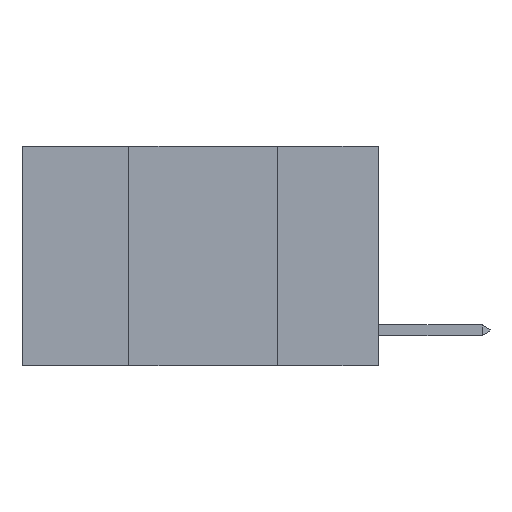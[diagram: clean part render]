
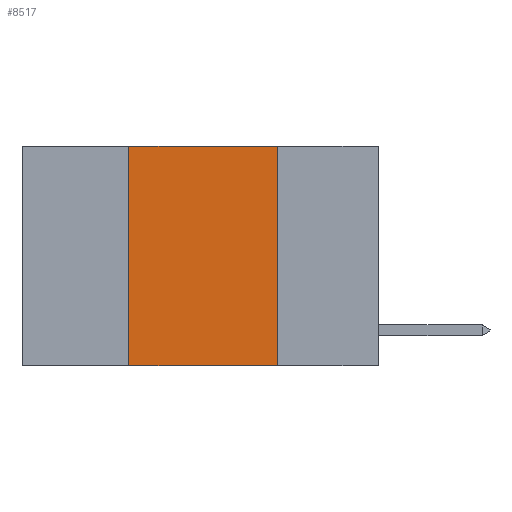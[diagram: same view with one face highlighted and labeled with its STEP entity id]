
A CAD part, left-side view. The second image highlights one B-rep face of the part: STEP entity #8517.
In plain terms, the highlighted planar face has unit normal (-1, 0, 0).
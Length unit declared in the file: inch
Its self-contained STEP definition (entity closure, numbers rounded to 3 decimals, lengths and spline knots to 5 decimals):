
#162 = LINE ( 'NONE', #7739, #706 ) ;
#643 = CARTESIAN_POINT ( 'NONE',  ( 0., 0.17, 0. ) ) ;
#706 = VECTOR ( 'NONE', #19594, 39.37008 ) ;
#1379 = EDGE_CURVE ( 'NONE', #2113, #15960, #8317, .T. ) ;
#2113 = VERTEX_POINT ( 'NONE', #16775 ) ;
#3879 = DIRECTION ( 'NONE',  ( 0., 0., 1. ) ) ;
#3975 = EDGE_LOOP ( 'NONE', ( #21508, #12928, #7111, #6800 ) ) ;
#4445 = CARTESIAN_POINT ( 'NONE',  ( 0., 0.42, 0. ) ) ;
#5713 = DIRECTION ( 'NONE',  ( 0., -1., 0. ) ) ;
#6225 = PLANE ( 'NONE',  #15199 ) ;
#6800 = ORIENTED_EDGE ( 'NONE', *, *, #12388, .T. ) ;
#7101 = VECTOR ( 'NONE', #15864, 39.37008 ) ;
#7111 = ORIENTED_EDGE ( 'NONE', *, *, #1379, .F. ) ;
#7739 = CARTESIAN_POINT ( 'NONE',  ( 0., 0.6, 0. ) ) ;
#7852 = CARTESIAN_POINT ( 'NONE',  ( 0., 0.6, 0. ) ) ;
#7920 = DIRECTION ( 'NONE',  ( 0., 0., -1. ) ) ;
#8317 = LINE ( 'NONE', #4445, #16783 ) ;
#8517 = ADVANCED_FACE ( 'NONE', ( #9335 ), #6225, .F. ) ;
#9112 = CARTESIAN_POINT ( 'NONE',  ( 0., 0.6, -0.37 ) ) ;
#9335 = FACE_OUTER_BOUND ( 'NONE', #3975, .T. ) ;
#9638 = EDGE_CURVE ( 'NONE', #12027, #9984, #20632, .T. ) ;
#9984 = VERTEX_POINT ( 'NONE', #16595 ) ;
#11272 = EDGE_CURVE ( 'NONE', #15960, #12027, #162, .T. ) ;
#12027 = VERTEX_POINT ( 'NONE', #16586 ) ;
#12273 = LINE ( 'NONE', #9112, #16779 ) ;
#12388 = EDGE_CURVE ( 'NONE', #2113, #9984, #12273, .T. ) ;
#12928 = ORIENTED_EDGE ( 'NONE', *, *, #11272, .F. ) ;
#15199 = AXIS2_PLACEMENT_3D ( 'NONE', #7852, #18058, #7920 ) ;
#15864 = DIRECTION ( 'NONE',  ( 0., 0., -1. ) ) ;
#15960 = VERTEX_POINT ( 'NONE', #18554 ) ;
#16586 = CARTESIAN_POINT ( 'NONE',  ( 0., 0.17, 0. ) ) ;
#16595 = CARTESIAN_POINT ( 'NONE',  ( 0., 0.17, -0.37 ) ) ;
#16775 = CARTESIAN_POINT ( 'NONE',  ( 0., 0.42, -0.37 ) ) ;
#16779 = VECTOR ( 'NONE', #5713, 39.37008 ) ;
#16783 = VECTOR ( 'NONE', #3879, 39.37008 ) ;
#18058 = DIRECTION ( 'NONE',  ( 1., 0., 0. ) ) ;
#18554 = CARTESIAN_POINT ( 'NONE',  ( 0., 0.42, 0. ) ) ;
#19594 = DIRECTION ( 'NONE',  ( 0., -1., 0. ) ) ;
#20632 = LINE ( 'NONE', #643, #7101 ) ;
#21508 = ORIENTED_EDGE ( 'NONE', *, *, #9638, .F. ) ;
